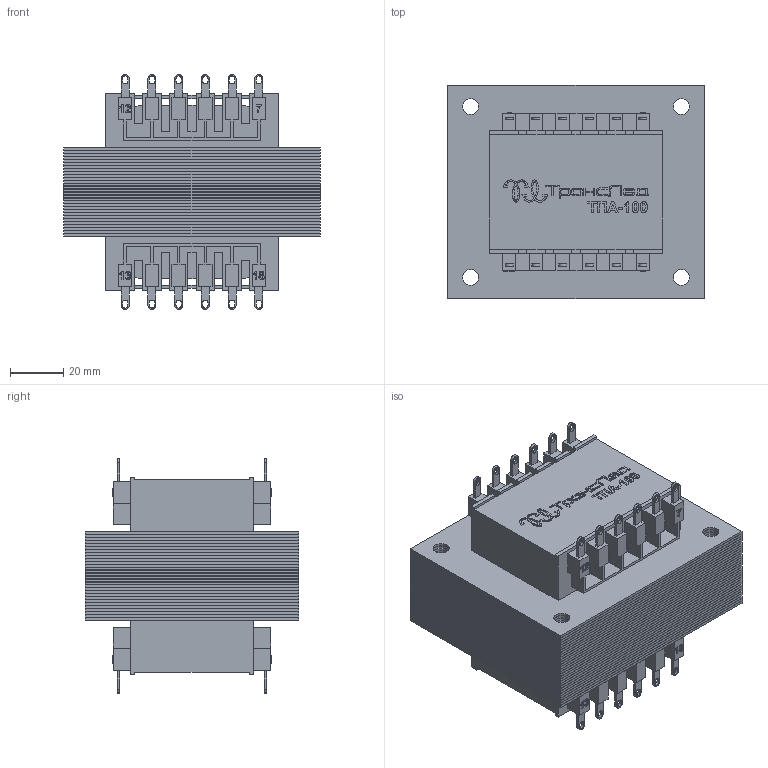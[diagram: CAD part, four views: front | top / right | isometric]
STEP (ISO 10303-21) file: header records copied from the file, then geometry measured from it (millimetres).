
FILE_DESCRIPTION(/* description */ (''),/* implementation_level */ '2;1');
FILE_NAME(/* name */ 'TPA-100.step',/* time_stamp */ '2022-10-30T16:10:37+03:00',/* author */ (''),/* organization */ (''),/* preprocessor_version */ 'ST-DEVELOPER v19',/* originating_system */ 'Autodesk Translation Framework v11.7.0.108',/* authorisation */ '');
FILE_SCHEMA (('AUTOMOTIVE_DESIGN { 1 0 10303 214 3 1 1 }'));
Products named in the file (1): (Unsaved)
Bounding box: 96 x 80 x 88 mm (x, y, z)
Volume: 307354.4 mm3; surface area: 384315.8 mm2
Topology: 87 solids, 87 shells, 1692 faces, 4576 edges, 3024 vertices
Faces by surface type: plane 1132, bspline 362, cylinder 198
Full cylindrical faces by diameter (mm): 6 x120
Entity records: 56071 total; most frequent: CARTESIAN_POINT 14612, ORIENTED_EDGE 9152, DIRECTION 7029, EDGE_CURVE 4576, LINE 3455, VECTOR 3455, VERTEX_POINT 3024, EDGE_LOOP 2072
